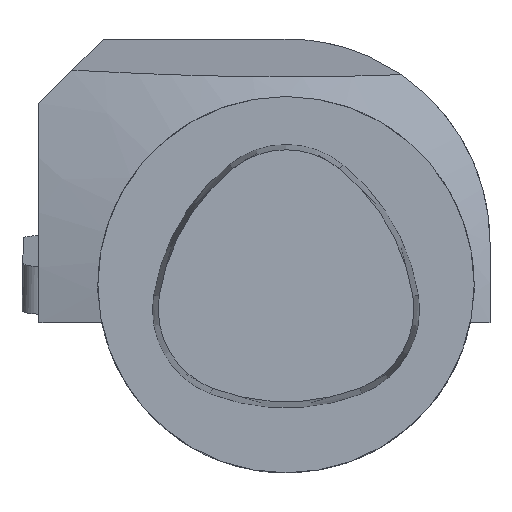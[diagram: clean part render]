
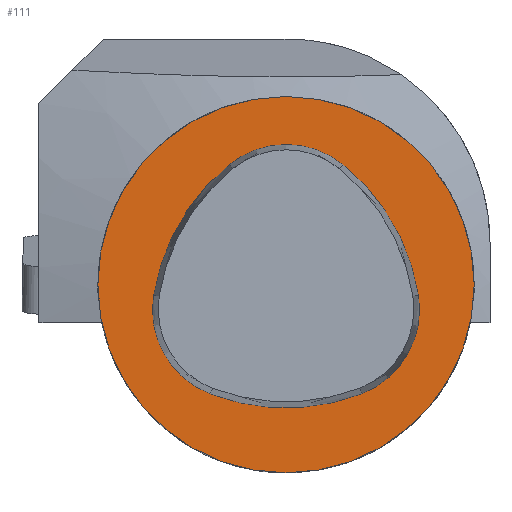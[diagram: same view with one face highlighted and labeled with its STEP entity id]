
A CAD part, top view. The second image highlights one B-rep face of the part: STEP entity #111.
In plain terms, the highlighted planar face has unit normal (0, 0, 1).
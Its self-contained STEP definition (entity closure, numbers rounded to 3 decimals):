
#68=CIRCLE('',#860,25.);
#111=ADVANCED_FACE('',(#190),#154,.T.);
#154=PLANE('',#864);
#190=FACE_OUTER_BOUND('',#241,.T.);
#241=EDGE_LOOP('',(#372));
#372=ORIENTED_EDGE('',*,*,#624,.F.);
#539=VERTEX_POINT('',#1285);
#624=EDGE_CURVE('',#539,#539,#68,.T.);
#860=AXIS2_PLACEMENT_3D('',#1284,#1004,#1005);
#864=AXIS2_PLACEMENT_3D('',#1295,#1014,#1015);
#1004=DIRECTION('',(0.,0.,-1.));
#1005=DIRECTION('',(0.,1.,0.));
#1014=DIRECTION('',(0.,0.,1.));
#1015=DIRECTION('',(0.,-1.,0.));
#1284=CARTESIAN_POINT('',(0.,0.,0.));
#1285=CARTESIAN_POINT('',(0.,25.,0.));
#1295=CARTESIAN_POINT('',(-25.,0.,0.));
